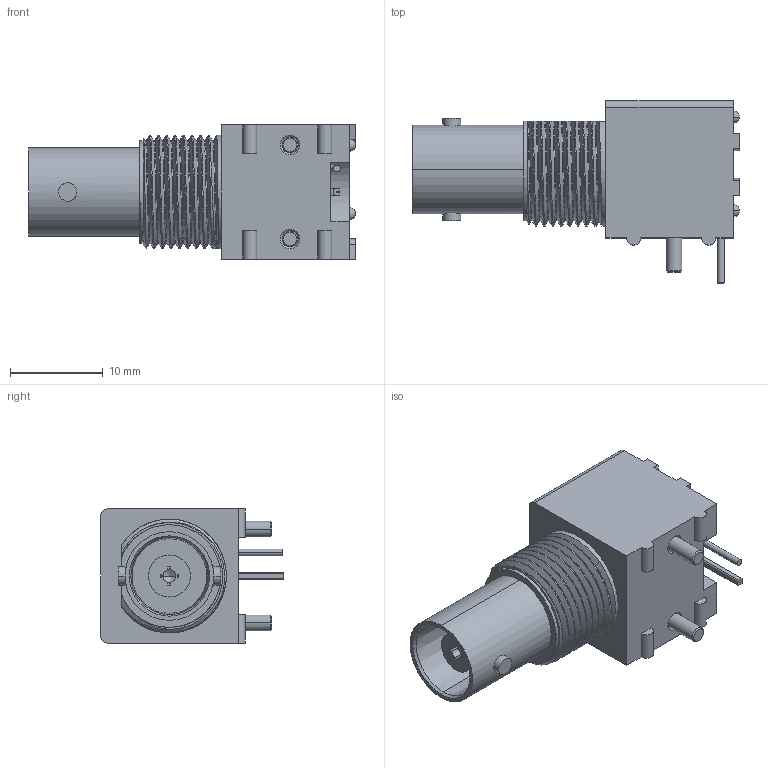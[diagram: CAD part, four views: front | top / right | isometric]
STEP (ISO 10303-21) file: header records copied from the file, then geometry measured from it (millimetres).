
FILE_DESCRIPTION((''),'2;1');
FILE_NAME('31-6547_SW0001','2022-02-14T13:07:02',('Clement'),(''),'CREO PARAMETRIC BY PTC INC, 2019444','CREO PARAMETRIC BY PTC INC, 2019444','');
FILE_SCHEMA(('CONFIG_CONTROL_DESIGN'));
Length unit declared in the file: millimetre
Products named in the file (1): 31-6547_SW0001
Bounding box: 35.35 x 19.73 x 14.5 mm (x, y, z)
Volume: 4315.5 mm3; surface area: 2656.4 mm2
Topology: 1 solids, 1 shells, 193 faces, 509 edges, 329 vertices
Faces by surface type: plane 73, cylinder 60, bspline 35, cone 19, sphere 4, torus 2
Entity records: 11485 total; most frequent: CARTESIAN_POINT 6952, ORIENTED_EDGE 1006, DIRECTION 811, EDGE_CURVE 503, VERTEX_POINT 329, AXIS2_PLACEMENT_3D 282, VECTOR 247, LINE 247
